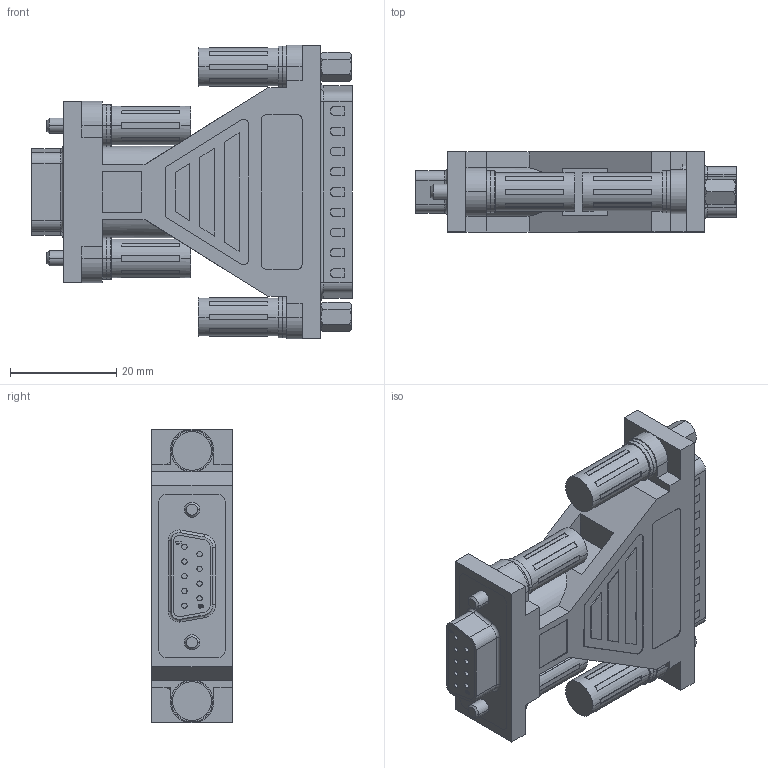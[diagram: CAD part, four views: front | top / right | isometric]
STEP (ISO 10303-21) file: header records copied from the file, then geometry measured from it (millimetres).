
FILE_DESCRIPTION (( 'STEP AP203' ), '1' );
FILE_NAME ('DG259MF-IBM.STEP', '2014-06-24T14:23:41', ( 'x' ), ( '' ), 'SwSTEP 2.0', 'SolidWorks 2014', '' );
FILE_SCHEMA (( 'CONFIG_CONTROL_DESIGN' ));
Length unit declared in the file: inch
Products named in the file (7): DG259-MA2; DG-DGL259-MA3; SDH; DG259MF-IBM; DG259-MA1; SD25P; SD9S
Assembly tree (17 placements, depth 2):
  DG259MF-IBM
    DG259-MA1
    SD25P
    SD9S
    DG259-MA2  x4
    DG-DGL259-MA3  x8
    SDH  x2
Bounding box: 60.3 x 15.09 x 55.3 mm (x, y, z)
Volume: 27687.9 mm3; surface area: 15921.4 mm2
Topology: 17 solids, 17 shells, 1430 faces, 3492 edges, 2211 vertices
Faces by surface type: plane 774, cylinder 462, cone 72, sphere 50, torus 40, bspline 32
Entity records: 36829 total; most frequent: CARTESIAN_POINT 7845, DIRECTION 6018, ORIENTED_EDGE 5616, EDGE_CURVE 2808, AXIS2_PLACEMENT_3D 2130, VERTEX_POINT 1789, LINE 1758, VECTOR 1758
